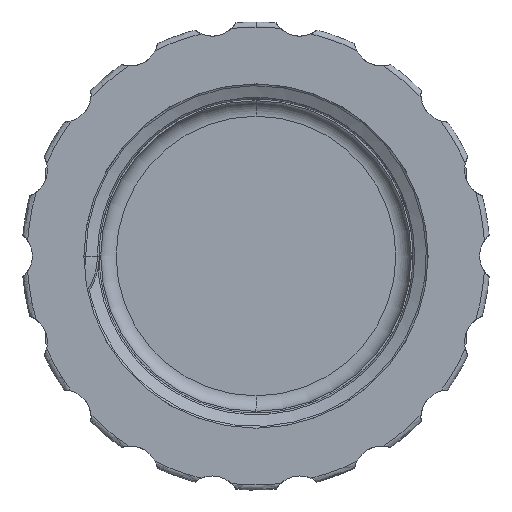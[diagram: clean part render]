
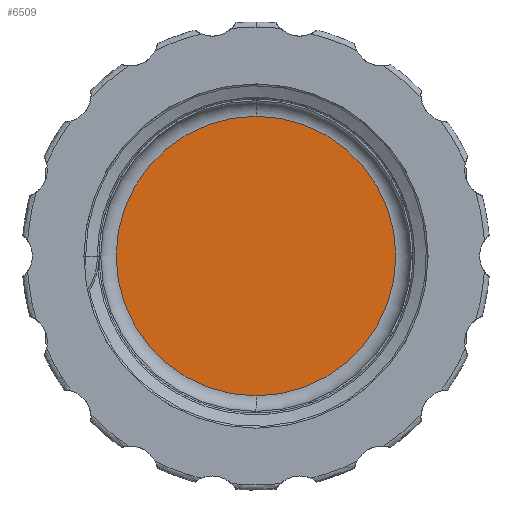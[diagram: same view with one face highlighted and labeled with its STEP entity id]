
A CAD part, left-side view. The second image highlights one B-rep face of the part: STEP entity #6509.
In plain terms, the highlighted planar face has unit normal (-1, 0, 0).
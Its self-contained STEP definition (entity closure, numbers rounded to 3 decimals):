
#1648 = AXIS2_PLACEMENT_3D ( 'NONE', #3479, #3486, #3487 ) ;
#2640 = CARTESIAN_POINT ( 'NONE',  ( 20., 0., 0. ) ) ;
#2641 = DIRECTION ( 'NONE',  ( -1., 0., 0. ) ) ;
#2642 = DIRECTION ( 'NONE',  ( 0., 0., 1. ) ) ;
#3479 = CARTESIAN_POINT ( 'NONE',  ( 20., 0., 0. ) ) ;
#3482 = FACE_OUTER_BOUND ( 'NONE', #4197, .T. ) ;
#3483 = PLANE ( 'NONE',  #1648 ) ;
#3486 = DIRECTION ( 'NONE',  ( 1., 0., 0. ) ) ;
#3487 = DIRECTION ( 'NONE',  ( 0., 0., -1. ) ) ;
#4058 = CARTESIAN_POINT ( 'NONE',  ( 20., 0., 0. ) ) ;
#4059 = DIRECTION ( 'NONE',  ( -1., 0., 0. ) ) ;
#4060 = DIRECTION ( 'NONE',  ( 0., 0., 1. ) ) ;
#4197 = EDGE_LOOP ( 'NONE', ( #5687, #5688 ) ) ;
#4780 = VERTEX_POINT ( 'NONE', #5846 ) ;
#4784 = VERTEX_POINT ( 'NONE', #5850 ) ;
#4979 = CIRCLE ( 'NONE', #4981, 13.5 ) ;
#4981 = AXIS2_PLACEMENT_3D ( 'NONE', #2640, #2641, #2642 ) ;
#5687 = ORIENTED_EDGE ( 'NONE', *, *, #6335, .T. ) ;
#5688 = ORIENTED_EDGE ( 'NONE', *, *, #6261, .T. ) ;
#5846 = CARTESIAN_POINT ( 'NONE',  ( 20., 0., -13.5 ) ) ;
#5850 = CARTESIAN_POINT ( 'NONE',  ( 20., 0., 13.5 ) ) ;
#6261 = EDGE_CURVE ( 'NONE', #4780, #4784, #6703, .T. ) ;
#6335 = EDGE_CURVE ( 'NONE', #4784, #4780, #4979, .T. ) ;
#6509 = ADVANCED_FACE ( 'NONE', ( #3482 ), #3483, .F. ) ;
#6703 = CIRCLE ( 'NONE', #6707, 13.5 ) ;
#6707 = AXIS2_PLACEMENT_3D ( 'NONE', #4058, #4059, #4060 ) ;
